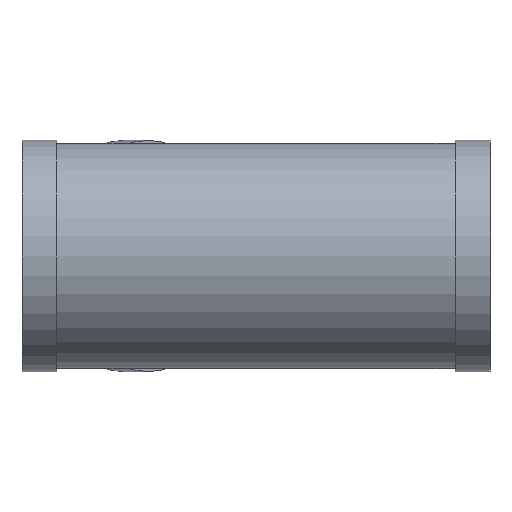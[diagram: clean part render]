
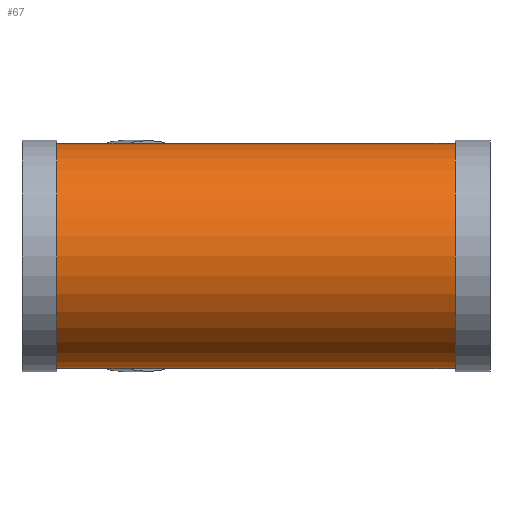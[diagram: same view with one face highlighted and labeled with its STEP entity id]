
A CAD part, front view. The second image highlights one B-rep face of the part: STEP entity #67.
In plain terms, the highlighted cylindrical face has radius 177.5 mm (diameter 355 mm), a full revolution.
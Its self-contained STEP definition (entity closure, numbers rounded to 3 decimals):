
#67 = ADVANCED_FACE( '', ( #147, #148, #149 ), #150, .T. );
#147 = FACE_OUTER_BOUND( '', #232, .T. );
#148 = FACE_BOUND( '', #233, .T. );
#149 = FACE_OUTER_BOUND( '', #234, .T. );
#150 = CYLINDRICAL_SURFACE( '', #235, 177.5 );
#232 = EDGE_LOOP( '', ( #338 ) );
#233 = EDGE_LOOP( '', ( #339, #340 ) );
#234 = EDGE_LOOP( '', ( #341 ) );
#235 = AXIS2_PLACEMENT_3D( '', #342, #343, #344 );
#338 = ORIENTED_EDGE( '', *, *, #395, .T. );
#339 = ORIENTED_EDGE( '', *, *, #388, .F. );
#340 = ORIENTED_EDGE( '', *, *, #389, .F. );
#341 = ORIENTED_EDGE( '', *, *, #391, .F. );
#342 = CARTESIAN_POINT( '', ( 369., 0., 0. ) );
#343 = DIRECTION( '', ( -1., 0., 0. ) );
#344 = DIRECTION( '', ( 0., 0., -1. ) );
#388 = EDGE_CURVE( '', #434, #435, #436, .F. );
#389 = EDGE_CURVE( '', #435, #434, #437, .F. );
#391 = EDGE_CURVE( '', #439, #439, #440, .T. );
#395 = EDGE_CURVE( '', #446, #446, #447, .T. );
#434 = VERTEX_POINT( '', #497 );
#435 = VERTEX_POINT( '', #498 );
#436 = ELLIPSE( '', #499, 463.83, 177.5 );
#437 = ELLIPSE( '', #500, 192.125, 177.5 );
#439 = VERTEX_POINT( '', #502 );
#440 = CIRCLE( '', #503, 177.5 );
#446 = VERTEX_POINT( '', #509 );
#447 = CIRCLE( '', #510, 177.5 );
#497 = CARTESIAN_POINT( '', ( 177.5, 0., -177.5 ) );
#498 = CARTESIAN_POINT( '', ( 177.5, 0., 177.5 ) );
#499 = AXIS2_PLACEMENT_3D( '', #563, #564, #565 );
#500 = AXIS2_PLACEMENT_3D( '', #566, #567, #568 );
#502 = CARTESIAN_POINT( '', ( 314., 0., -177.5 ) );
#503 = AXIS2_PLACEMENT_3D( '', #569, #570, #571 );
#509 = CARTESIAN_POINT( '', ( -314., 0., -177.5 ) );
#510 = AXIS2_PLACEMENT_3D( '', #578, #579, #580 );
#563 = CARTESIAN_POINT( '', ( 177.5, 0., 0. ) );
#564 = DIRECTION( '', ( -0.383, -0.924, 0. ) );
#565 = DIRECTION( '', ( 0.924, -0.383, 0. ) );
#566 = CARTESIAN_POINT( '', ( 177.5, 0., 0. ) );
#567 = DIRECTION( '', ( 0.924, -0.383, 0. ) );
#568 = DIRECTION( '', ( -0.383, -0.924, 0. ) );
#569 = CARTESIAN_POINT( '', ( 314., 0., 0. ) );
#570 = DIRECTION( '', ( 1., 0., 0. ) );
#571 = DIRECTION( '', ( 0., 0., -1. ) );
#578 = CARTESIAN_POINT( '', ( -314., 0., 0. ) );
#579 = DIRECTION( '', ( 1., 0., 0. ) );
#580 = DIRECTION( '', ( 0., 0., -1. ) );
